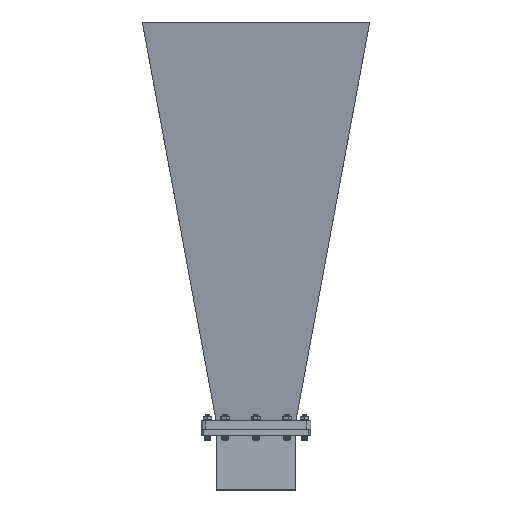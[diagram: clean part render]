
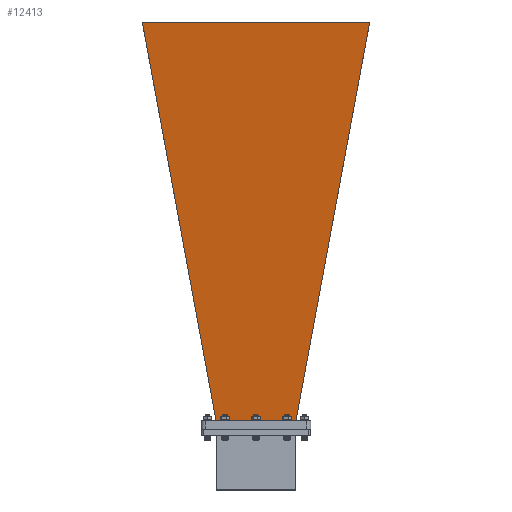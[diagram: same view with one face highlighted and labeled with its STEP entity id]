
A CAD part, front view. The second image highlights one B-rep face of the part: STEP entity #12413.
In plain terms, the highlighted face is planar.
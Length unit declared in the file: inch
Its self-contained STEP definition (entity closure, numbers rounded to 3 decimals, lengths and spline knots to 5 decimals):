
#41 = CARTESIAN_POINT ( 'NONE',  ( 7.24774, 27.2257, 5.41895 ) ) ;
#604 = ORIENTED_EDGE ( 'NONE', *, *, #8043, .T. ) ;
#848 = CARTESIAN_POINT ( 'NONE',  ( 2.305, 0.5, 1.20308 ) ) ;
#1305 = CARTESIAN_POINT ( 'NONE',  ( 6.55138, 23.46045, 4.825 ) ) ;
#1887 = DIRECTION ( 'NONE',  ( 0., 0.156, -0.988 ) ) ;
#2102 = CARTESIAN_POINT ( 'NONE',  ( -7.24774, 27.2257, 5.41895 ) ) ;
#2328 = VERTEX_POINT ( 'NONE', #848 ) ;
#2751 = DIRECTION ( 'NONE',  ( -1., 0., 0. ) ) ;
#3637 = AXIS2_PLACEMENT_3D ( 'NONE', #10577, #1887, #6958 ) ;
#3936 = DIRECTION ( 'NONE',  ( -0.18, -0.972, -0.153 ) ) ;
#4012 = CARTESIAN_POINT ( 'NONE',  ( 28.11329, 23.46045, 4.825 ) ) ;
#4974 = CARTESIAN_POINT ( 'NONE',  ( -2.305, 0.5, 1.20308 ) ) ;
#5397 = CARTESIAN_POINT ( 'NONE',  ( -6.55138, 23.46045, 4.825 ) ) ;
#5516 = ORIENTED_EDGE ( 'NONE', *, *, #10559, .T. ) ;
#6958 = DIRECTION ( 'NONE',  ( 0., 0.988, 0.156 ) ) ;
#8043 = EDGE_CURVE ( 'NONE', #16628, #2328, #11348, .T. ) ;
#8318 = LINE ( 'NONE', #2102, #8988 ) ;
#8718 = ORIENTED_EDGE ( 'NONE', *, *, #12243, .T. ) ;
#8988 = VECTOR ( 'NONE', #13469, 39.37008 ) ;
#9159 = ORIENTED_EDGE ( 'NONE', *, *, #15320, .F. ) ;
#9858 = EDGE_LOOP ( 'NONE', ( #5516, #8718, #604, #9159 ) ) ;
#10356 = VECTOR ( 'NONE', #3936, 39.37008 ) ;
#10559 = EDGE_CURVE ( 'NONE', #15299, #15994, #14434, .T. ) ;
#10577 = CARTESIAN_POINT ( 'NONE',  ( 28.11329, 23.46045, 4.825 ) ) ;
#11348 = LINE ( 'NONE', #11436, #14222 ) ;
#11436 = CARTESIAN_POINT ( 'NONE',  ( -4.72135, 0.5, 1.20308 ) ) ;
#11608 = LINE ( 'NONE', #41, #10356 ) ;
#12243 = EDGE_CURVE ( 'NONE', #15994, #16628, #8318, .T. ) ;
#12413 = ADVANCED_FACE ( 'NONE', ( #13187 ), #14621, .F. ) ;
#12434 = DIRECTION ( 'NONE',  ( 1., 0., 0. ) ) ;
#12623 = VECTOR ( 'NONE', #2751, 39.37008 ) ;
#13187 = FACE_OUTER_BOUND ( 'NONE', #9858, .T. ) ;
#13469 = DIRECTION ( 'NONE',  ( 0.18, -0.972, -0.153 ) ) ;
#14222 = VECTOR ( 'NONE', #12434, 39.37008 ) ;
#14434 = LINE ( 'NONE', #4012, #12623 ) ;
#14621 = PLANE ( 'NONE',  #3637 ) ;
#15299 = VERTEX_POINT ( 'NONE', #1305 ) ;
#15320 = EDGE_CURVE ( 'NONE', #15299, #2328, #11608, .T. ) ;
#15994 = VERTEX_POINT ( 'NONE', #5397 ) ;
#16628 = VERTEX_POINT ( 'NONE', #4974 ) ;
